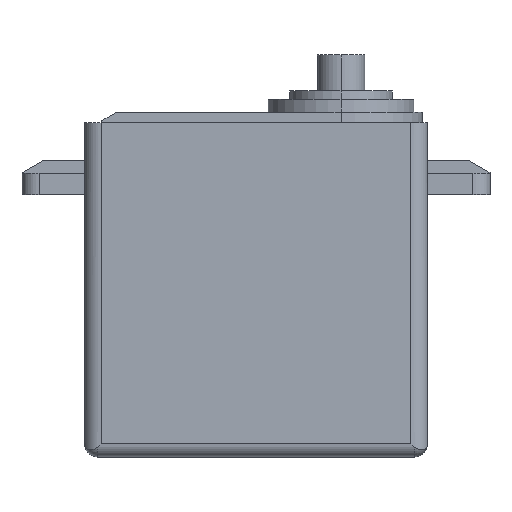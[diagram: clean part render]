
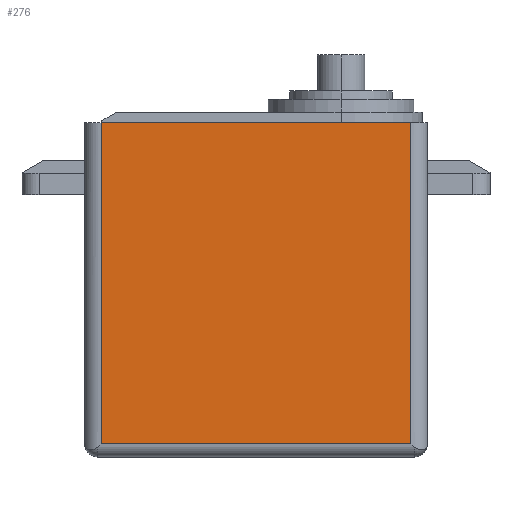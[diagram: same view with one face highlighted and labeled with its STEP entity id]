
A CAD part, top view. The second image highlights one B-rep face of the part: STEP entity #276.
In plain terms, the highlighted planar face has unit normal (0, 0, 1).
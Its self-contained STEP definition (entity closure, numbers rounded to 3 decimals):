
#47 = CARTESIAN_POINT ( 'NONE',  ( 18.064, 18.408, 10. ) ) ;
#86 = DIRECTION ( 'NONE',  ( 0., 0., -1. ) ) ;
#130 = CARTESIAN_POINT ( 'NONE',  ( 18.064, 0., 10. ) ) ;
#133 = AXIS2_PLACEMENT_3D ( 'NONE', #2388, #86, #1236 ) ;
#143 = DIRECTION ( 'NONE',  ( 0., -1., 0. ) ) ;
#253 = DIRECTION ( 'NONE',  ( -1., 0., 0. ) ) ;
#276 = ADVANCED_FACE ( 'NONE', ( #2414 ), #1816, .F. ) ;
#380 = VERTEX_POINT ( 'NONE', #2041 ) ;
#424 = LINE ( 'NONE', #968, #1153 ) ;
#448 = EDGE_CURVE ( 'NONE', #2306, #1032, #1993, .T. ) ;
#480 = DIRECTION ( 'NONE',  ( 1., 0., 0. ) ) ;
#483 = VECTOR ( 'NONE', #893, 1000. ) ;
#674 = CARTESIAN_POINT ( 'NONE',  ( 18.064, -19.092, 10. ) ) ;
#759 = ORIENTED_EDGE ( 'NONE', *, *, #1938, .T. ) ;
#888 = VECTOR ( 'NONE', #480, 1000. ) ;
#893 = DIRECTION ( 'NONE',  ( 0., 1., 0. ) ) ;
#934 = ORIENTED_EDGE ( 'NONE', *, *, #448, .T. ) ;
#968 = CARTESIAN_POINT ( 'NONE',  ( 20., 18.408, 10. ) ) ;
#1032 = VERTEX_POINT ( 'NONE', #674 ) ;
#1153 = VECTOR ( 'NONE', #253, 1000. ) ;
#1236 = DIRECTION ( 'NONE',  ( -1., 0., 0. ) ) ;
#1304 = CARTESIAN_POINT ( 'NONE',  ( -18.064, 0., 10. ) ) ;
#1478 = EDGE_LOOP ( 'NONE', ( #934, #759, #2213, #2065 ) ) ;
#1504 = CARTESIAN_POINT ( 'NONE',  ( -18.064, -19.092, 10. ) ) ;
#1624 = EDGE_CURVE ( 'NONE', #2448, #380, #424, .T. ) ;
#1741 = VECTOR ( 'NONE', #143, 1000. ) ;
#1816 = PLANE ( 'NONE',  #133 ) ;
#1834 = LINE ( 'NONE', #130, #483 ) ;
#1847 = LINE ( 'NONE', #1304, #1741 ) ;
#1862 = EDGE_CURVE ( 'NONE', #380, #2306, #1847, .T. ) ;
#1938 = EDGE_CURVE ( 'NONE', #1032, #2448, #1834, .T. ) ;
#1993 = LINE ( 'NONE', #2181, #888 ) ;
#2041 = CARTESIAN_POINT ( 'NONE',  ( -18.064, 18.408, 10. ) ) ;
#2065 = ORIENTED_EDGE ( 'NONE', *, *, #1862, .T. ) ;
#2181 = CARTESIAN_POINT ( 'NONE',  ( 0., -19.092, 10. ) ) ;
#2213 = ORIENTED_EDGE ( 'NONE', *, *, #1624, .T. ) ;
#2306 = VERTEX_POINT ( 'NONE', #1504 ) ;
#2388 = CARTESIAN_POINT ( 'NONE',  ( 0., 0., 10. ) ) ;
#2414 = FACE_OUTER_BOUND ( 'NONE', #1478, .T. ) ;
#2448 = VERTEX_POINT ( 'NONE', #47 ) ;
